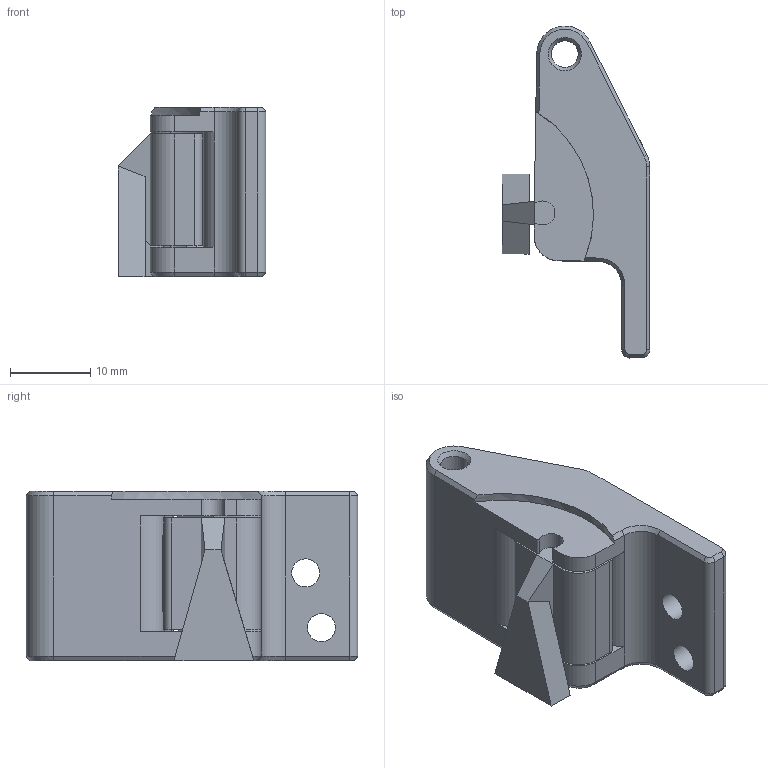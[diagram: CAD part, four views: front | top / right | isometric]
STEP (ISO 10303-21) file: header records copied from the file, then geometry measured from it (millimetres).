
FILE_DESCRIPTION(/* description */ (''),/* implementation_level */ '2;1');
FILE_NAME(/* name */ '[a]_guidler_x4.step',/* time_stamp */ '2025-06-10T22:35:43-05:00',/* author */ (''),/* organization */ (''),/* preprocessor_version */ 'ST-DEVELOPER v20.1',/* originating_system */ 'Autodesk Translation Framework v14.10.0.0',/* authorisation */ '');
FILE_SCHEMA (('AUTOMOTIVE_DESIGN { 1 0 10303 214 3 1 1 }'));
Length unit declared in the file: millimetre
Products named in the file (1): [a]_guidler_x4
Bounding box: 18.41 x 41.35 x 21.17 mm (x, y, z)
Volume: 6365.6 mm3; surface area: 4789.3 mm2
Topology: 2 solids, 6 shells, 152 faces, 391 edges, 247 vertices
Faces by surface type: plane 88, cylinder 37, cone 21, bspline 6
Full cylindrical faces by diameter (mm): 3.35 x1, 3.5 x2
Entity records: 4838 total; most frequent: CARTESIAN_POINT 1095, ORIENTED_EDGE 782, DIRECTION 746, EDGE_CURVE 391, LINE 266, VECTOR 266, VERTEX_POINT 247, AXIS2_PLACEMENT_3D 240
